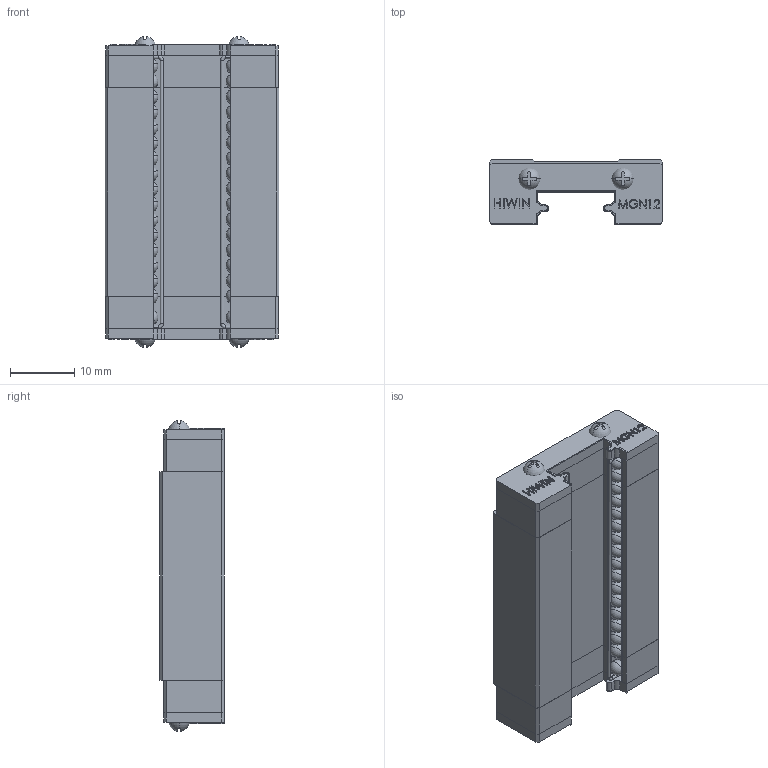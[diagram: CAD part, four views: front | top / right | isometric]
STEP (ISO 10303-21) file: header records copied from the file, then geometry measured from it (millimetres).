
FILE_DESCRIPTION (( 'STEP AP214' ), '1' );
FILE_NAME ('MGN12H.STEP', '2024-07-06T06:00:43', ( '' ), ( '' ), 'SwSTEP 2.0', 'SolidWorks 2023', '' );
FILE_SCHEMA (( 'AUTOMOTIVE_DESIGN' ));
Length unit declared in the file: millimetre
Products named in the file (6): MGN12H_Body; MGN12H_Seal; MGN12H_Ball; MGN12H; MGN12H_EndCap; MGN12H_Cage
Assembly tree (41 placements, depth 2):
  MGN12H
    MGN12H_Body
    MGN12H_EndCap  x2
    MGN12H_Seal  x2
    MGN12H_Cage  x2
    MGN12H_Ball  x34
Bounding box: 27 x 10 x 48.24 mm (x, y, z)
Volume: 9131 mm3; surface area: 7148.9 mm2
Topology: 41 solids, 41 shells, 631 faces, 1761 edges, 1176 vertices
Faces by surface type: plane 348, cylinder 145, sphere 68, bspline 46, torus 16, cone 8
Entity records: 22316 total; most frequent: CARTESIAN_POINT 12889, ORIENTED_EDGE 2018, DIRECTION 1723, EDGE_CURVE 1009, VERTEX_POINT 666, VECTOR 611, LINE 611, AXIS2_PLACEMENT_3D 556
